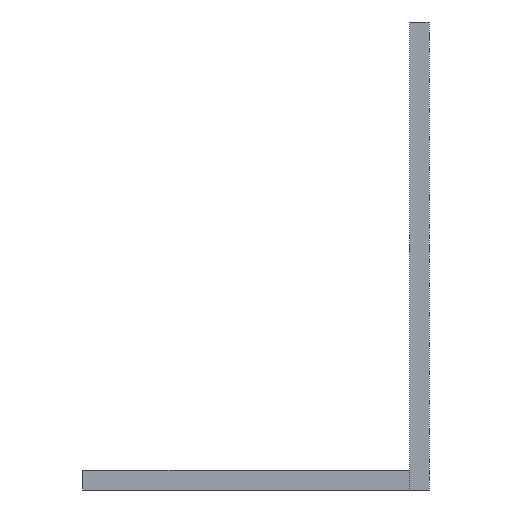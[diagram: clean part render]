
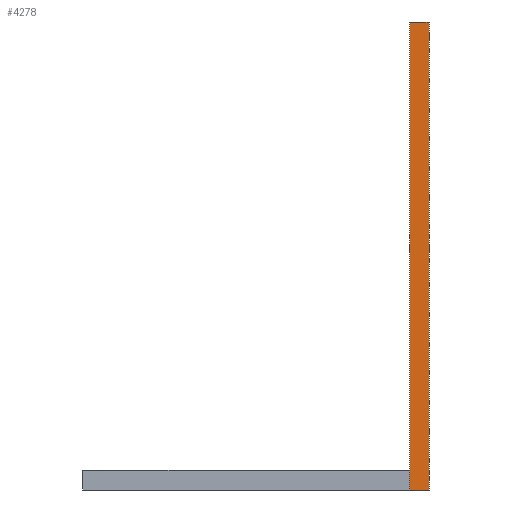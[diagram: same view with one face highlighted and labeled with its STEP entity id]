
A CAD part, front view. The second image highlights one B-rep face of the part: STEP entity #4278.
In plain terms, the highlighted planar face has unit normal (0, -1, 0).
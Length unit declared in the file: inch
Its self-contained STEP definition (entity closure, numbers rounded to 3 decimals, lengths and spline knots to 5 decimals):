
#137 = LINE ( 'NONE', #3556, #2009 ) ;
#786 = ORIENTED_EDGE ( 'NONE', *, *, #4446, .F. ) ;
#801 = DIRECTION ( 'NONE',  ( 0., 0., -1. ) ) ;
#821 = DIRECTION ( 'NONE',  ( 0., 1., 0. ) ) ;
#827 = DIRECTION ( 'NONE',  ( 1., 0., 0. ) ) ;
#1028 = VERTEX_POINT ( 'NONE', #4398 ) ;
#1157 = PLANE ( 'NONE',  #1935 ) ;
#1176 = LINE ( 'NONE', #2223, #3506 ) ;
#1191 = VECTOR ( 'NONE', #801, 39.37008 ) ;
#1303 = CARTESIAN_POINT ( 'NONE',  ( -0.5, -0.5, -12. ) ) ;
#1537 = CARTESIAN_POINT ( 'NONE',  ( -0.5, -0.5, 12. ) ) ;
#1560 = DIRECTION ( 'NONE',  ( -1., 0., 0. ) ) ;
#1856 = DIRECTION ( 'NONE',  ( 0., 0., -1. ) ) ;
#1886 = LINE ( 'NONE', #2564, #1191 ) ;
#1904 = VERTEX_POINT ( 'NONE', #3502 ) ;
#1912 = CARTESIAN_POINT ( 'NONE',  ( -0.5, -0.5, 12. ) ) ;
#1935 = AXIS2_PLACEMENT_3D ( 'NONE', #1537, #821, #1560 ) ;
#2005 = CARTESIAN_POINT ( 'NONE',  ( -0.5, -0.5, -12. ) ) ;
#2009 = VECTOR ( 'NONE', #827, 39.37008 ) ;
#2039 = EDGE_CURVE ( 'NONE', #2475, #1028, #137, .T. ) ;
#2126 = EDGE_LOOP ( 'NONE', ( #4158, #786, #4052, #3758 ) ) ;
#2223 = CARTESIAN_POINT ( 'NONE',  ( 0.5, -0.5, 12. ) ) ;
#2260 = VERTEX_POINT ( 'NONE', #2005 ) ;
#2447 = EDGE_CURVE ( 'NONE', #2475, #2260, #1886, .T. ) ;
#2475 = VERTEX_POINT ( 'NONE', #1912 ) ;
#2564 = CARTESIAN_POINT ( 'NONE',  ( -0.5, -0.5, 12. ) ) ;
#2638 = EDGE_CURVE ( 'NONE', #2260, #1904, #4338, .T. ) ;
#2992 = DIRECTION ( 'NONE',  ( 1., 0., 0. ) ) ;
#3502 = CARTESIAN_POINT ( 'NONE',  ( 0.5, -0.5, -12. ) ) ;
#3506 = VECTOR ( 'NONE', #1856, 39.37008 ) ;
#3556 = CARTESIAN_POINT ( 'NONE',  ( -0.5, -0.5, 12. ) ) ;
#3758 = ORIENTED_EDGE ( 'NONE', *, *, #2447, .T. ) ;
#4041 = VECTOR ( 'NONE', #2992, 39.37008 ) ;
#4052 = ORIENTED_EDGE ( 'NONE', *, *, #2039, .F. ) ;
#4158 = ORIENTED_EDGE ( 'NONE', *, *, #2638, .T. ) ;
#4278 = ADVANCED_FACE ( 'NONE', ( #4285 ), #1157, .F. ) ;
#4285 = FACE_OUTER_BOUND ( 'NONE', #2126, .T. ) ;
#4338 = LINE ( 'NONE', #1303, #4041 ) ;
#4398 = CARTESIAN_POINT ( 'NONE',  ( 0.5, -0.5, 12. ) ) ;
#4446 = EDGE_CURVE ( 'NONE', #1028, #1904, #1176, .T. ) ;
